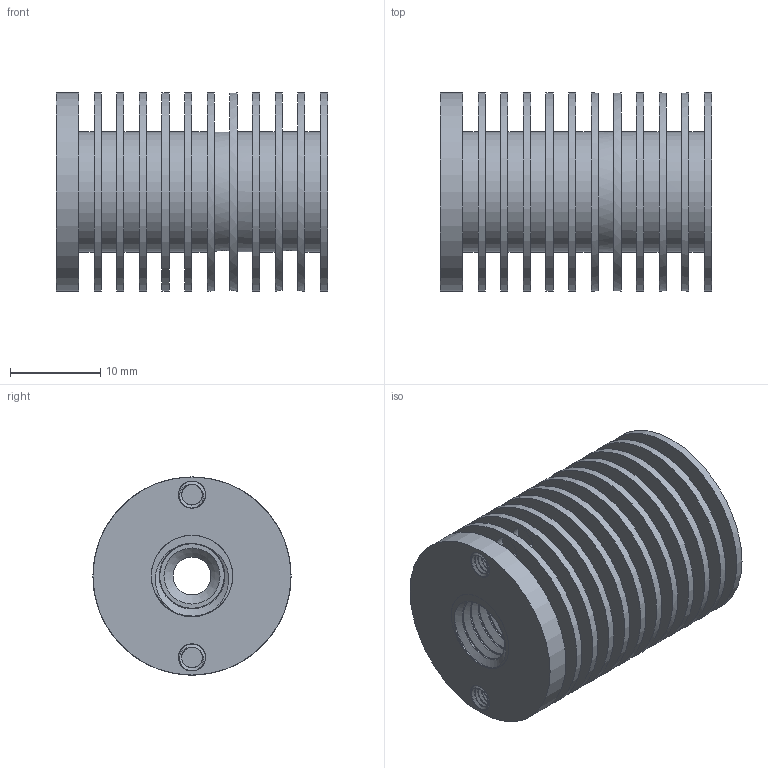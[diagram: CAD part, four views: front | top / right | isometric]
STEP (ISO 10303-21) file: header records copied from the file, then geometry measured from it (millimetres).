
FILE_DESCRIPTION(/* description */ (''),/* implementation_level */ '2;1');
FILE_NAME(/* name */ 'radiator Е3DV6.stp',/* time_stamp */ '2020-11-19T20:27:03+03:00',/* author */ ('Max'),/* organization */ (''),/* preprocessor_version */ 'ST-DEVELOPER v16.5',/* originating_system */ 'Autodesk Inventor 2017',/* authorisation */ '');
FILE_SCHEMA (('AUTOMOTIVE_DESIGN { 1 0 10303 214 3 1 1 }'));
Length unit declared in the file: millimetre
Products named in the file (1): рАДИАТОР Е3D
V6
Bounding box: 30 x 21.9 x 21.9 mm (x, y, z)
Volume: 5642.2 mm3; surface area: 9004.6 mm2
Topology: 4 solids, 4 shells, 112 faces, 243 edges, 162 vertices
Faces by surface type: plane 50, cylinder 42, bspline 18, cone 2
Full cylindrical faces by diameter (mm): 3 x12, 4.2 x1, 7 x1, 9 x2, 13.3 x9, 21.9 x11
Entity records: 8309 total; most frequent: CARTESIAN_POINT 6079, DIRECTION 402, ORIENTED_EDGE 394, EDGE_CURVE 197, EDGE_LOOP 193, AXIS2_PLACEMENT_3D 178, VERTEX_POINT 154, FACE_OUTER_BOUND 112
